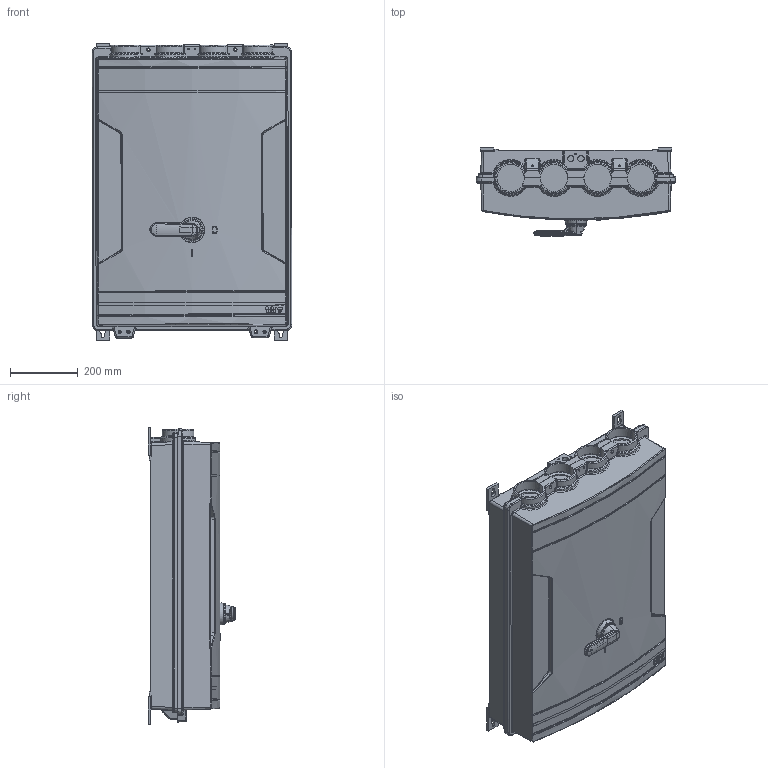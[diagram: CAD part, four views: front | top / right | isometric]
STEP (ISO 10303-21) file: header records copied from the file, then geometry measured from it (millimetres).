
FILE_DESCRIPTION((''),'2;1');
FILE_NAME('OKA600P3B_SIMPLIFIED','2020-11-26T08:18:26',('FIJOKON'),(''),'CREO PARAMETRIC BY PTC INC, 2019164','CREO PARAMETRIC BY PTC INC, 2019164','');
FILE_SCHEMA(('AUTOMOTIVE_DESIGN { 1 0 10303 214 1 1 1 1 }'));
Length unit declared in the file: millimetre
Products named in the file (1): OKA600P3B_SIMPLIFIED
Bounding box: 587.98 x 258.29 x 872.02 mm (x, y, z)
Volume: 78776869.2 mm3; surface area: 3220583.1 mm2
Topology: 1 solids, 1 shells, 2381 faces, 5963 edges, 3623 vertices
Faces by surface type: cylinder 752, plane 656, bspline 433, extrusion 206, torus 136, sphere 114, cone 84
Entity records: 172082 total; most frequent: CARTESIAN_POINT 98616, ORIENTED_EDGE 11900, DIRECTION 9515, EDGE_CURVE 5950, VERTEX_POINT 3623, AXIS2_PLACEMENT_3D 3410, FILL_AREA_STYLE_COLOUR 2978, FILL_AREA_STYLE 2978
